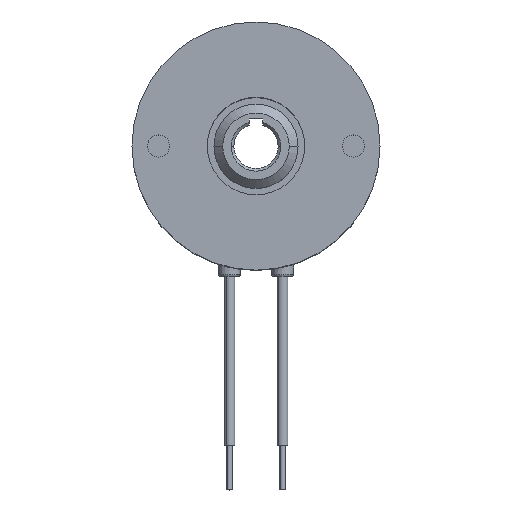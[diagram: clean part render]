
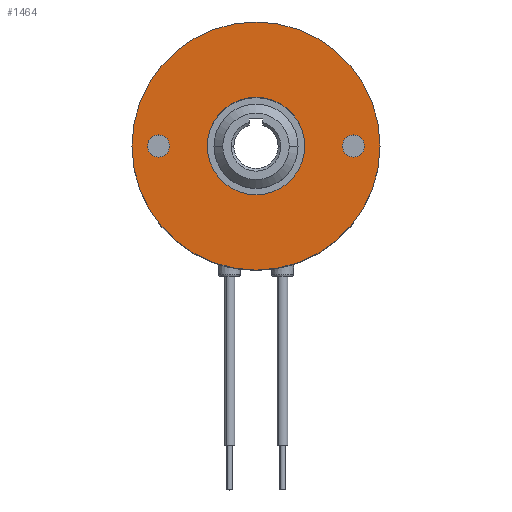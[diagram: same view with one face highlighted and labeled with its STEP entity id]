
A CAD part, top view. The second image highlights one B-rep face of the part: STEP entity #1464.
In plain terms, the highlighted planar face has unit normal (0, 0, 1).
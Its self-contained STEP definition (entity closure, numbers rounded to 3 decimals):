
#95 = FACE_BOUND ( 'NONE', #6637, .T. ) ;
#222 = AXIS2_PLACEMENT_3D ( 'NONE', #2529, #2994, #4597 ) ;
#230 = CIRCLE ( 'NONE', #6125, 14. ) ;
#249 = ORIENTED_EDGE ( 'NONE', *, *, #3516, .F. ) ;
#299 = ORIENTED_EDGE ( 'NONE', *, *, #4203, .F. ) ;
#358 = EDGE_CURVE ( 'NONE', #393, #2229, #230, .T. ) ;
#366 = EDGE_CURVE ( 'NONE', #6168, #4138, #566, .T. ) ;
#368 = CARTESIAN_POINT ( 'NONE',  ( 0., 0., 0. ) ) ;
#393 = VERTEX_POINT ( 'NONE', #5884 ) ;
#404 = EDGE_LOOP ( 'NONE', ( #5282, #5493 ) ) ;
#437 = CIRCLE ( 'NONE', #6376, 5.5 ) ;
#462 = CARTESIAN_POINT ( 'NONE',  ( -11., -1.25, 0. ) ) ;
#566 = CIRCLE ( 'NONE', #1213, 1.25 ) ;
#567 = PLANE ( 'NONE',  #1916 ) ;
#576 = AXIS2_PLACEMENT_3D ( 'NONE', #1482, #6154, #3579 ) ;
#775 = CARTESIAN_POINT ( 'NONE',  ( 11., 1.25, 0. ) ) ;
#864 = EDGE_CURVE ( 'NONE', #5895, #2273, #3663, .T. ) ;
#1074 = FACE_OUTER_BOUND ( 'NONE', #404, .T. ) ;
#1178 = DIRECTION ( 'NONE',  ( 0., 1., 0. ) ) ;
#1213 = AXIS2_PLACEMENT_3D ( 'NONE', #3277, #5855, #1178 ) ;
#1287 = DIRECTION ( 'NONE',  ( 0., 0., 1. ) ) ;
#1309 = ORIENTED_EDGE ( 'NONE', *, *, #5952, .F. ) ;
#1464 = ADVANCED_FACE ( 'NONE', ( #3697, #5755, #1074, #95 ), #567, .T. ) ;
#1482 = CARTESIAN_POINT ( 'NONE',  ( -11., 0., 0. ) ) ;
#1548 = CARTESIAN_POINT ( 'NONE',  ( 0., 5.5, 0. ) ) ;
#1574 = EDGE_LOOP ( 'NONE', ( #6132, #2838 ) ) ;
#1595 = EDGE_LOOP ( 'NONE', ( #299, #6510 ) ) ;
#1693 = AXIS2_PLACEMENT_3D ( 'NONE', #2243, #4316, #4381 ) ;
#1738 = CARTESIAN_POINT ( 'NONE',  ( -5.5, 0., 0. ) ) ;
#1872 = AXIS2_PLACEMENT_3D ( 'NONE', #5970, #1287, #4345 ) ;
#1916 = AXIS2_PLACEMENT_3D ( 'NONE', #1738, #3815, #5886 ) ;
#2025 = CARTESIAN_POINT ( 'NONE',  ( 0., 0., 0. ) ) ;
#2079 = DIRECTION ( 'NONE',  ( 0., 0., 1. ) ) ;
#2088 = DIRECTION ( 'NONE',  ( 0., 1., 0. ) ) ;
#2229 = VERTEX_POINT ( 'NONE', #5972 ) ;
#2243 = CARTESIAN_POINT ( 'NONE',  ( 11., 0., 0. ) ) ;
#2273 = VERTEX_POINT ( 'NONE', #4477 ) ;
#2425 = VERTEX_POINT ( 'NONE', #1548 ) ;
#2529 = CARTESIAN_POINT ( 'NONE',  ( 11., 0., 0. ) ) ;
#2741 = CIRCLE ( 'NONE', #1872, 14. ) ;
#2838 = ORIENTED_EDGE ( 'NONE', *, *, #3185, .F. ) ;
#2984 = VERTEX_POINT ( 'NONE', #3837 ) ;
#2994 = DIRECTION ( 'NONE',  ( 0., 0., 1. ) ) ;
#3185 = EDGE_CURVE ( 'NONE', #4138, #6168, #6451, .T. ) ;
#3277 = CARTESIAN_POINT ( 'NONE',  ( -11., 0., 0. ) ) ;
#3346 = CARTESIAN_POINT ( 'NONE',  ( 0., 0., 0. ) ) ;
#3516 = EDGE_CURVE ( 'NONE', #2425, #2984, #4606, .T. ) ;
#3579 = DIRECTION ( 'NONE',  ( 0., 1., 0. ) ) ;
#3663 = CIRCLE ( 'NONE', #1693, 1.25 ) ;
#3697 = FACE_BOUND ( 'NONE', #1595, .T. ) ;
#3815 = DIRECTION ( 'NONE',  ( 0., 0., 1. ) ) ;
#3837 = CARTESIAN_POINT ( 'NONE',  ( 0., -5.5, 0. ) ) ;
#4035 = DIRECTION ( 'NONE',  ( 0., 0., 1. ) ) ;
#4138 = VERTEX_POINT ( 'NONE', #6169 ) ;
#4203 = EDGE_CURVE ( 'NONE', #2273, #5895, #5777, .T. ) ;
#4316 = DIRECTION ( 'NONE',  ( 0., 0., 1. ) ) ;
#4345 = DIRECTION ( 'NONE',  ( 0., 1., 0. ) ) ;
#4357 = DIRECTION ( 'NONE',  ( 0., 1., 0. ) ) ;
#4381 = DIRECTION ( 'NONE',  ( 0., 1., 0. ) ) ;
#4469 = DIRECTION ( 'NONE',  ( 0., 1., 0. ) ) ;
#4477 = CARTESIAN_POINT ( 'NONE',  ( 11., -1.25, 0. ) ) ;
#4597 = DIRECTION ( 'NONE',  ( 0., 1., 0. ) ) ;
#4606 = CIRCLE ( 'NONE', #6448, 5.5 ) ;
#4715 = EDGE_CURVE ( 'NONE', #2229, #393, #2741, .T. ) ;
#4862 = DIRECTION ( 'NONE',  ( 0., 0., 1. ) ) ;
#5282 = ORIENTED_EDGE ( 'NONE', *, *, #358, .T. ) ;
#5493 = ORIENTED_EDGE ( 'NONE', *, *, #4715, .T. ) ;
#5755 = FACE_BOUND ( 'NONE', #1574, .T. ) ;
#5777 = CIRCLE ( 'NONE', #222, 1.25 ) ;
#5855 = DIRECTION ( 'NONE',  ( 0., 0., 1. ) ) ;
#5884 = CARTESIAN_POINT ( 'NONE',  ( 0., 14., 0. ) ) ;
#5886 = DIRECTION ( 'NONE',  ( 0., 1., 0. ) ) ;
#5895 = VERTEX_POINT ( 'NONE', #775 ) ;
#5952 = EDGE_CURVE ( 'NONE', #2984, #2425, #437, .T. ) ;
#5970 = CARTESIAN_POINT ( 'NONE',  ( 0., 0., 0. ) ) ;
#5972 = CARTESIAN_POINT ( 'NONE',  ( 0., -14., 0. ) ) ;
#6125 = AXIS2_PLACEMENT_3D ( 'NONE', #3346, #4862, #4357 ) ;
#6132 = ORIENTED_EDGE ( 'NONE', *, *, #366, .F. ) ;
#6154 = DIRECTION ( 'NONE',  ( 0., 0., 1. ) ) ;
#6168 = VERTEX_POINT ( 'NONE', #462 ) ;
#6169 = CARTESIAN_POINT ( 'NONE',  ( -11., 1.25, 0. ) ) ;
#6376 = AXIS2_PLACEMENT_3D ( 'NONE', #368, #2079, #4469 ) ;
#6448 = AXIS2_PLACEMENT_3D ( 'NONE', #2025, #4035, #2088 ) ;
#6451 = CIRCLE ( 'NONE', #576, 1.25 ) ;
#6510 = ORIENTED_EDGE ( 'NONE', *, *, #864, .F. ) ;
#6637 = EDGE_LOOP ( 'NONE', ( #249, #1309 ) ) ;
